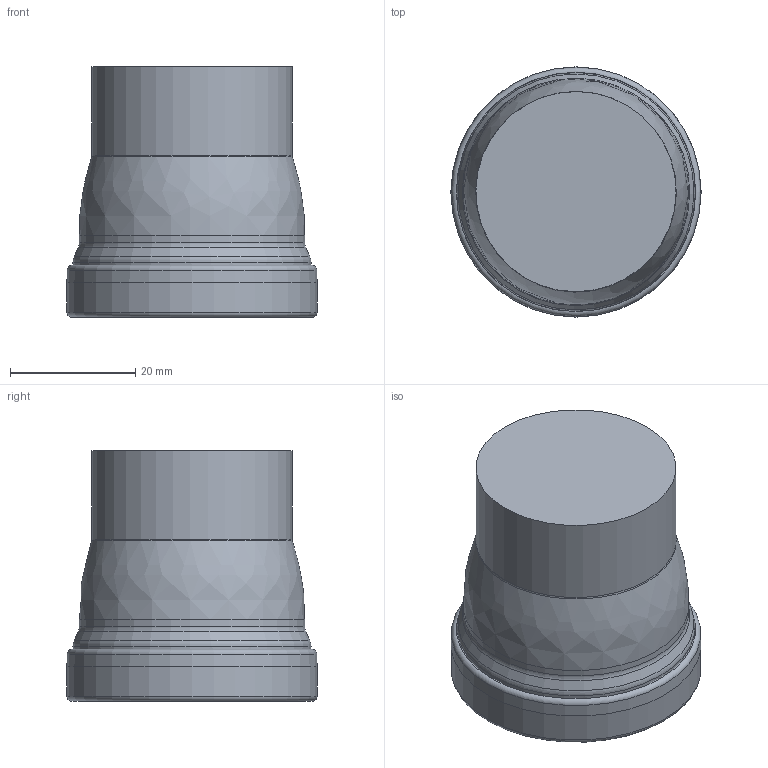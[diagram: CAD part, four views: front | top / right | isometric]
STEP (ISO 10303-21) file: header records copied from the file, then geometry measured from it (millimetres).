
FILE_DESCRIPTION(/* description */ ('3-D model version:1'),/* implementation_level */ '2;1');
FILE_NAME(/* name */ '490-040Q16-08M',/* time_stamp */ '2014-06-18T06:49:12+02:00',/* author */ ('CappDp'),/* organization */ ('AB Sandvik Coromant'),/* preprocessor_version */ 'ST-DEVELOPER v11',/* originating_system */ 'SIEMENS UGS NX 6.0',/* authorisation */ '');
FILE_SCHEMA (('AP203_CONFIGURATION_CONTROLLED_3D_DESIGN_OF_MECHANICAL_PARTS_AND_ASSEMBLIES_MIM_LF'));
Length unit declared in the file: millimetre
Products named in the file (1): 3837_1_3D
Bounding box: 40 x 40 x 40 mm (x, y, z)
Volume: 44021.5 mm3; surface area: 9412.8 mm2
Topology: 2 solids, 2 shells, 29 faces, 59 edges, 35 vertices
Faces by surface type: torus 11, plane 6, cone 6, cylinder 5, revolution 1
Full cylindrical faces by diameter (mm): 2 x1, 23.4 x1, 32 x1, 36 x1, 40 x1
Entity records: 733 total; most frequent: CARTESIAN_POINT 130, DIRECTION 115, ORIENTED_EDGE 62, AXIS2_PLACEMENT_3D 57, EDGE_LOOP 54, FACE_BOUND 50, EDGE_CURVE 31, ADVANCED_FACE 29
